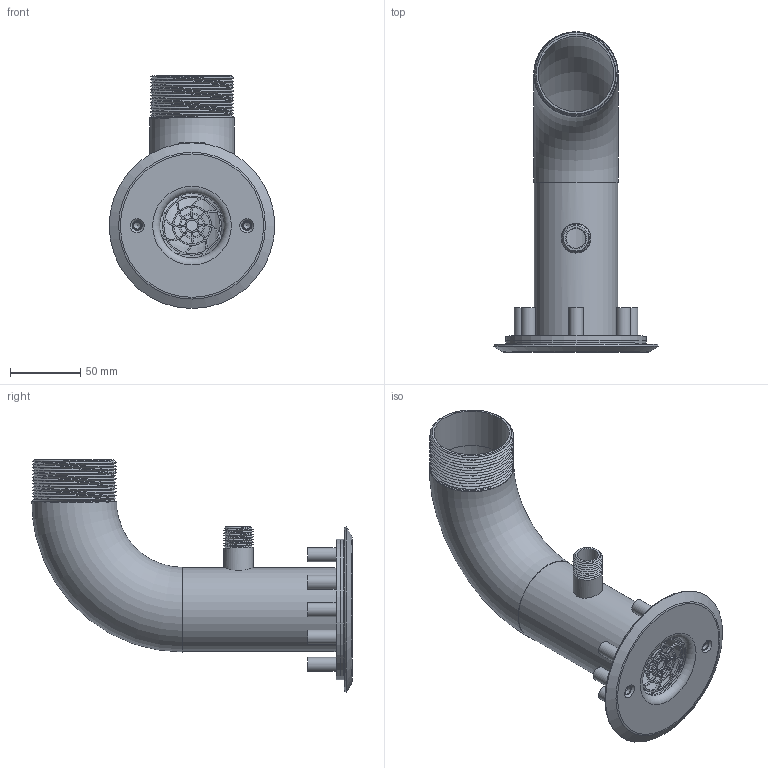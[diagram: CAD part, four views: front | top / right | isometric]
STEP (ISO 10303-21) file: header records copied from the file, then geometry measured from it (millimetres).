
FILE_DESCRIPTION(('STEP AP214'), '1');
FILE_NAME('Ð02-24.11 Ôîðñóíêà ãèäðîìàññàæíàÿ 20 ì3÷ äîííàÿ', '2025-06-18T10:46:24', ('Runwill'), (''), 'C3D Converter', 'C3D Toolkit', '');
FILE_SCHEMA(('AUTOMOTIVE_DESIGN { 1 0 10303 214 3 1 1}'));
Length unit declared in the file: millimetre
Assembly tree (19 placements, depth 3):
  (unnamed)
    (unnamed)
      (unnamed)  x7
      (unnamed)
    (unnamed)
    (unnamed)  x2
    (unnamed)  x6
    (unnamed)
Bounding box: 117.89 x 228 x 165.8 mm (x, y, z)
Volume: 204020.8 mm3; surface area: 183654.9 mm2
Topology: 12 solids, 12 shells, 482 faces, 1307 edges, 852 vertices
Faces by surface type: cylinder 334, plane 93, cone 33, torus 18, bspline 4
Full cylindrical faces by diameter (mm): 4.917 x8, 6 x14, 7 x24, 8 x1, 10 x8, 11.34 x6, 14 x1, 14.95 x1, 20.95 x1, 46 x1, 49 x1, 52 x1, 53.6 x1, 56 x3, 59.61 x1, 100 x4
Entity records: 23102 total; most frequent: CARTESIAN_POINT 11956, DIRECTION 2401, ORIENTED_EDGE 2022, AXIS2_PLACEMENT_3D 1059, EDGE_CURVE 1011, VERTEX_POINT 713, CIRCLE 648, EDGE_LOOP 594
